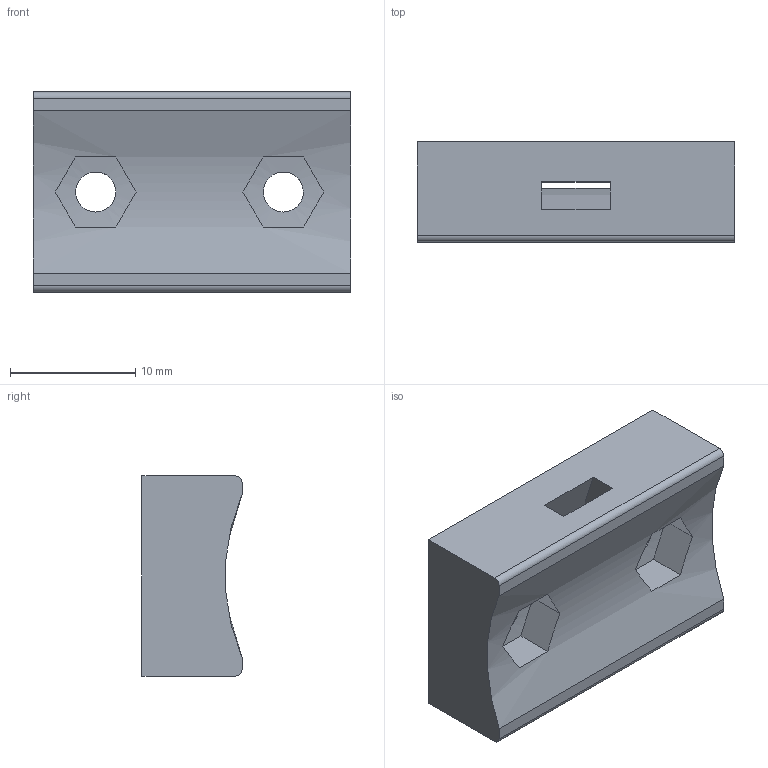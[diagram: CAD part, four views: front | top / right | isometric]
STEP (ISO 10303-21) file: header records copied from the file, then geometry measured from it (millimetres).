
FILE_DESCRIPTION(/* description */ (''),/* implementation_level */ '2;1');
FILE_NAME(/* name */ 'OBS-Kabelbinder-Adapter_kompatibel_zu_OBS-D-003v10_schmal.stp',/* time_stamp */ '2021-03-13T13:22:56+01:00',/* author */ ('hpcthobs'),/* organization */ (''),/* preprocessor_version */ 'ST-DEVELOPER v18.1',/* originating_system */ 'Autodesk Inventor 2021',/* authorisation */ '');
FILE_SCHEMA (('AUTOMOTIVE_DESIGN { 1 0 10303 214 3 1 1 }'));
Length unit declared in the file: millimetre
Products named in the file (1): OBS-Displaymountadapter_schmal
Bounding box: 25.4 x 8 x 16 mm (x, y, z)
Volume: 2545.8 mm3; surface area: 1831.7 mm2
Topology: 1 solids, 1 shells, 30 faces, 125 edges, 135 vertices
Faces by surface type: plane 21, cylinder 9
Full cylindrical faces by diameter (mm): 3.2 x2
Entity records: 1265 total; most frequent: CARTESIAN_POINT 314, DIRECTION 184, ORIENTED_EDGE 160, EDGE_CURVE 80, AXIS2_PLACEMENT_3D 68, VERTEX_POINT 54, LINE 48, VECTOR 48
